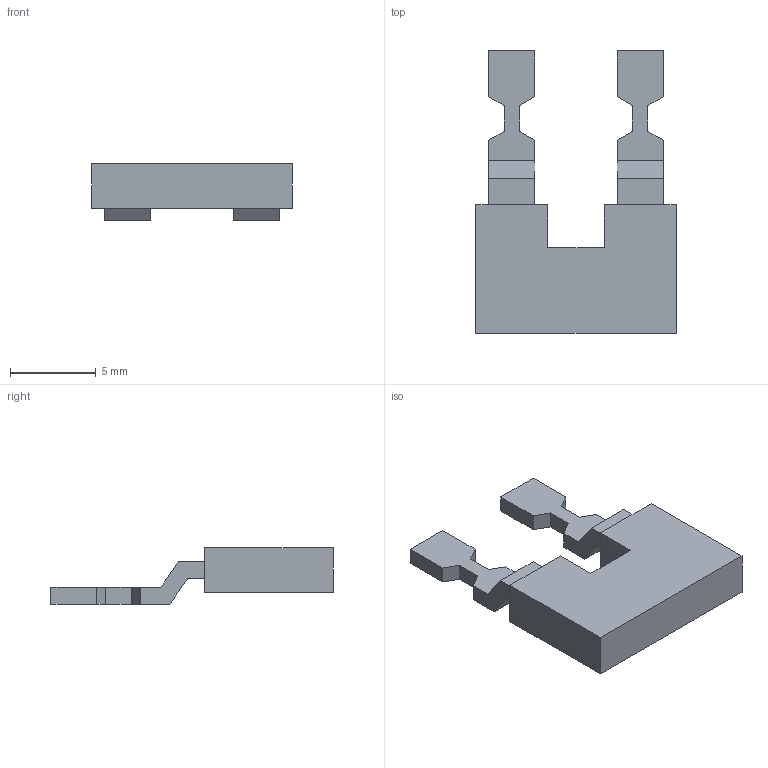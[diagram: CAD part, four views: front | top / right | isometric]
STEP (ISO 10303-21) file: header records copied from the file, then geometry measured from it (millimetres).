
FILE_DESCRIPTION(('Creo Elements/Direct Modeling STEP Export'),'2;1');
FILE_NAME('model.stp','2018-02-24T 9:11:34',(''),(''),'Creo Elements/Direct Modeling STEP processor for AP214 (Solid Model)','Creo Elements/Direct Modeling 18.1I 14-Aug-2016 (C) Parametric Technology GmbH','');
FILE_SCHEMA(('AUTOMOTIVE_DESIGN { 1 0 10303 214 1 1 1 1 }'));
Length unit declared in the file: millimetre
Products named in the file (2): EB_2_BK_4-select
Assembly tree (1 placements, depth 2):
  EB_2_BK_4-select
    EB_2_BK_4-select
Bounding box: 11.7 x 16.5 x 3.3 mm (x, y, z)
Volume: 252.2 mm3; surface area: 406.2 mm2
Topology: 1 solids, 1 shells, 44 faces, 120 edges, 80 vertices
Faces by surface type: plane 44
Entity records: 1721 total; most frequent: ORIENTED_EDGE 240, CARTESIAN_POINT 238, DIRECTION 196, VECTOR 120, LINE 120, EDGE_CURVE 120, VERTEX_POINT 80, EDGE_LOOP 46
